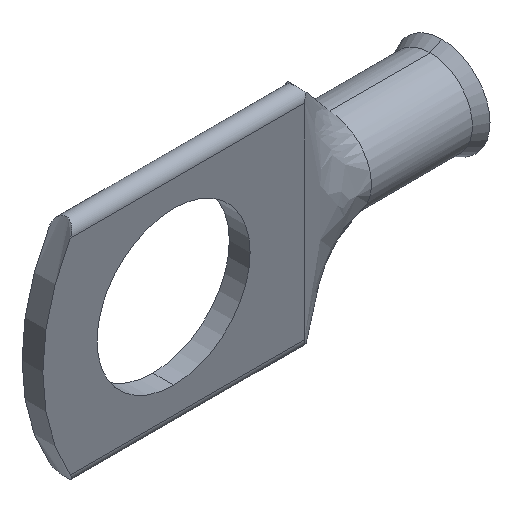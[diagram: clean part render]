
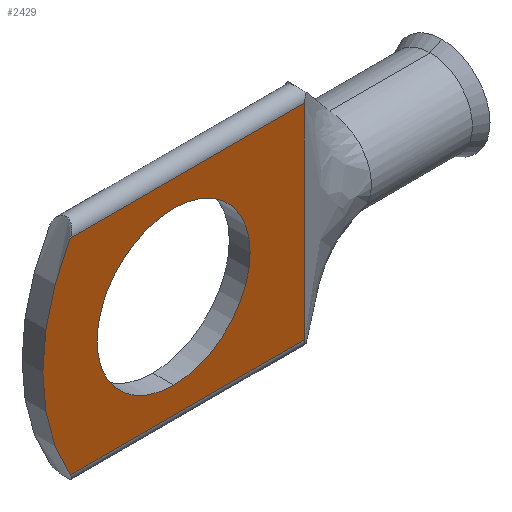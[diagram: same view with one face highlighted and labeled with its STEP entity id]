
A CAD part, isometric view. The second image highlights one B-rep face of the part: STEP entity #2429.
In plain terms, the highlighted planar face has unit normal (0, -1, 0).
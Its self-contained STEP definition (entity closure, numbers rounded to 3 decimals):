
#109 = DIRECTION ( 'NONE',  ( 0., -1., 0. ) ) ;
#135 = AXIS2_PLACEMENT_3D ( 'NONE', #1472, #1189, #2191 ) ;
#163 = DIRECTION ( 'NONE',  ( -1., 0., 0. ) ) ;
#476 = FACE_OUTER_BOUND ( 'NONE', #2712, .T. ) ;
#628 = CIRCLE ( 'NONE', #1822, 6.541 ) ;
#632 = DIRECTION ( 'NONE',  ( 0., 0., 1. ) ) ;
#760 = LINE ( 'NONE', #1428, #2366 ) ;
#811 = CARTESIAN_POINT ( 'NONE',  ( -8.843, -0.889, 8.763 ) ) ;
#822 = CARTESIAN_POINT ( 'NONE',  ( 6.447, -0.889, 0. ) ) ;
#849 = CARTESIAN_POINT ( 'NONE',  ( 11.176, -0.889, 0. ) ) ;
#873 = VERTEX_POINT ( 'NONE', #2867 ) ;
#901 = ORIENTED_EDGE ( 'NONE', *, *, #1131, .T. ) ;
#942 = FACE_BOUND ( 'NONE', #1279, .T. ) ;
#1117 = AXIS2_PLACEMENT_3D ( 'NONE', #822, #109, #2008 ) ;
#1131 = EDGE_CURVE ( 'NONE', #1736, #3004, #760, .T. ) ;
#1189 = DIRECTION ( 'NONE',  ( 0., -1., 0. ) ) ;
#1205 = DIRECTION ( 'NONE',  ( 0., -1., 0. ) ) ;
#1249 = EDGE_CURVE ( 'NONE', #2892, #1736, #2467, .T. ) ;
#1265 = VERTEX_POINT ( 'NONE', #2938 ) ;
#1279 = EDGE_LOOP ( 'NONE', ( #2774, #3063 ) ) ;
#1365 = AXIS2_PLACEMENT_3D ( 'NONE', #1851, #1406, #1820 ) ;
#1406 = DIRECTION ( 'NONE',  ( 0., -1., 0. ) ) ;
#1428 = CARTESIAN_POINT ( 'NONE',  ( 6.447, -0.889, -8.763 ) ) ;
#1460 = EDGE_CURVE ( 'NONE', #3004, #873, #1550, .T. ) ;
#1472 = CARTESIAN_POINT ( 'NONE',  ( 6.447, -0.889, 0. ) ) ;
#1550 = LINE ( 'NONE', #849, #2218 ) ;
#1691 = CARTESIAN_POINT ( 'NONE',  ( 0., -0.889, 0. ) ) ;
#1736 = VERTEX_POINT ( 'NONE', #2335 ) ;
#1791 = VERTEX_POINT ( 'NONE', #1829 ) ;
#1820 = DIRECTION ( 'NONE',  ( 0., 0., -1. ) ) ;
#1822 = AXIS2_PLACEMENT_3D ( 'NONE', #1691, #1205, #2147 ) ;
#1828 = EDGE_CURVE ( 'NONE', #873, #2892, #2942, .T. ) ;
#1829 = CARTESIAN_POINT ( 'NONE',  ( 0., -0.889, -6.541 ) ) ;
#1851 = CARTESIAN_POINT ( 'NONE',  ( 0., -0.889, 0. ) ) ;
#1864 = CARTESIAN_POINT ( 'NONE',  ( 11.176, -0.889, -8.763 ) ) ;
#1950 = ORIENTED_EDGE ( 'NONE', *, *, #1828, .T. ) ;
#2008 = DIRECTION ( 'NONE',  ( 0., 0., -1. ) ) ;
#2122 = EDGE_CURVE ( 'NONE', #1791, #1265, #2721, .T. ) ;
#2147 = DIRECTION ( 'NONE',  ( 0., 0., -1. ) ) ;
#2191 = DIRECTION ( 'NONE',  ( 0., 0., -1. ) ) ;
#2208 = DIRECTION ( 'NONE',  ( 1., 0., 0. ) ) ;
#2218 = VECTOR ( 'NONE', #632, 1000. ) ;
#2275 = ORIENTED_EDGE ( 'NONE', *, *, #1460, .T. ) ;
#2327 = CARTESIAN_POINT ( 'NONE',  ( -8.843, -0.889, 8.763 ) ) ;
#2335 = CARTESIAN_POINT ( 'NONE',  ( -8.843, -0.889, -8.763 ) ) ;
#2366 = VECTOR ( 'NONE', #2208, 1000. ) ;
#2429 = ADVANCED_FACE ( 'NONE', ( #942, #476 ), #2903, .T. ) ;
#2467 = CIRCLE ( 'NONE', #1117, 17.623 ) ;
#2490 = EDGE_CURVE ( 'NONE', #1265, #1791, #628, .T. ) ;
#2555 = ORIENTED_EDGE ( 'NONE', *, *, #1249, .T. ) ;
#2712 = EDGE_LOOP ( 'NONE', ( #2555, #901, #2275, #1950 ) ) ;
#2717 = VECTOR ( 'NONE', #163, 1000. ) ;
#2721 = CIRCLE ( 'NONE', #1365, 6.541 ) ;
#2774 = ORIENTED_EDGE ( 'NONE', *, *, #2490, .F. ) ;
#2867 = CARTESIAN_POINT ( 'NONE',  ( 11.176, -0.889, 8.763 ) ) ;
#2892 = VERTEX_POINT ( 'NONE', #2327 ) ;
#2903 = PLANE ( 'NONE',  #135 ) ;
#2938 = CARTESIAN_POINT ( 'NONE',  ( 0., -0.889, 6.541 ) ) ;
#2942 = LINE ( 'NONE', #811, #2717 ) ;
#3004 = VERTEX_POINT ( 'NONE', #1864 ) ;
#3063 = ORIENTED_EDGE ( 'NONE', *, *, #2122, .F. ) ;
